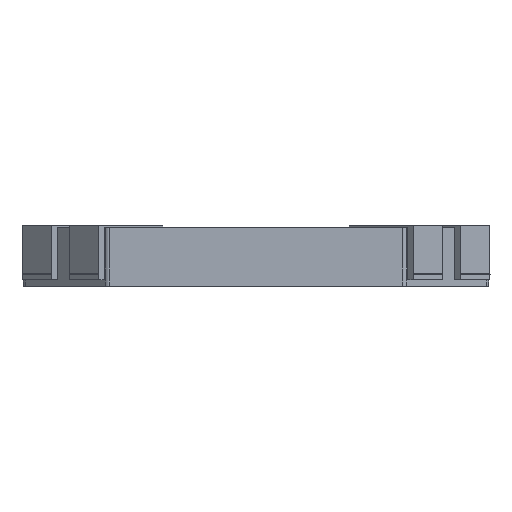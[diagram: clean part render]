
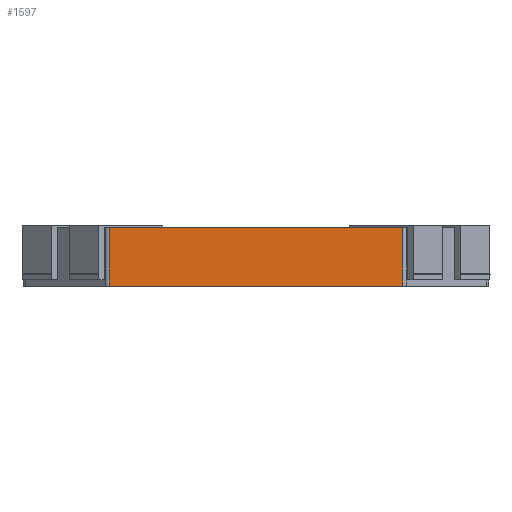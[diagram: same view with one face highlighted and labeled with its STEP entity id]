
A CAD part, front view. The second image highlights one B-rep face of the part: STEP entity #1597.
In plain terms, the highlighted planar face has unit normal (0, -1, 0).
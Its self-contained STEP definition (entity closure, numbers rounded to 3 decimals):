
#111 = CARTESIAN_POINT ( 'NONE',  ( -2.424, 3.95, -0.46 ) ) ;
#122 = ORIENTED_EDGE ( 'NONE', *, *, #246, .T. ) ;
#128 = PLANE ( 'NONE',  #2439 ) ;
#155 = CARTESIAN_POINT ( 'NONE',  ( 5.266, 3.95, -0.46 ) ) ;
#163 = VERTEX_POINT ( 'NONE', #2670 ) ;
#219 = VECTOR ( 'NONE', #274, 1000. ) ;
#246 = EDGE_CURVE ( 'NONE', #750, #163, #607, .T. ) ;
#274 = DIRECTION ( 'NONE',  ( -1., 0., 0. ) ) ;
#297 = LINE ( 'NONE', #1411, #1973 ) ;
#309 = LINE ( 'NONE', #872, #1424 ) ;
#415 = CARTESIAN_POINT ( 'NONE',  ( -2.424, 3.95, 19.551 ) ) ;
#429 = CARTESIAN_POINT ( 'NONE',  ( 5.266, 3.95, 19.551 ) ) ;
#511 = EDGE_CURVE ( 'NONE', #789, #2818, #738, .T. ) ;
#607 = B_SPLINE_CURVE_WITH_KNOTS ( 'NONE', 3,
 ( #2679, #1681, #155, #2641 ),
 .UNSPECIFIED., .F., .F.,
 ( 4, 4 ),
 ( 0., 1. ),
 .UNSPECIFIED. ) ;
#738 = LINE ( 'NONE', #1711, #219 ) ;
#750 = VERTEX_POINT ( 'NONE', #2351 ) ;
#789 = VERTEX_POINT ( 'NONE', #1370 ) ;
#808 = EDGE_CURVE ( 'NONE', #2229, #1623, #881, .T. ) ;
#859 = DIRECTION ( 'NONE',  ( 0., 0., -1. ) ) ;
#865 = VECTOR ( 'NONE', #1672, 1000. ) ;
#872 = CARTESIAN_POINT ( 'NONE',  ( -2.424, 3.95, 0.83 ) ) ;
#881 = B_SPLINE_CURVE_WITH_KNOTS ( 'NONE', 3,
 ( #1595, #111, #1355, #2611 ),
 .UNSPECIFIED., .F., .F.,
 ( 4, 4 ),
 ( 0., 1. ),
 .UNSPECIFIED. ) ;
#915 = CARTESIAN_POINT ( 'NONE',  ( -2.424, 3.95, -0.4 ) ) ;
#956 = ORIENTED_EDGE ( 'NONE', *, *, #1042, .T. ) ;
#1042 = EDGE_CURVE ( 'NONE', #2554, #2229, #1527, .T. ) ;
#1182 = ORIENTED_EDGE ( 'NONE', *, *, #808, .T. ) ;
#1355 = CARTESIAN_POINT ( 'NONE',  ( -2.424, 3.95, -0.52 ) ) ;
#1370 = CARTESIAN_POINT ( 'NONE',  ( 5.266, 3.95, -0.73 ) ) ;
#1383 = ORIENTED_EDGE ( 'NONE', *, *, #1573, .T. ) ;
#1411 = CARTESIAN_POINT ( 'NONE',  ( 5.266, 3.95, 19.551 ) ) ;
#1424 = VECTOR ( 'NONE', #2911, 1000. ) ;
#1527 = LINE ( 'NONE', #3208, #3143 ) ;
#1544 = VECTOR ( 'NONE', #2216, 1000. ) ;
#1573 = EDGE_CURVE ( 'NONE', #2832, #2554, #309, .T. ) ;
#1595 = CARTESIAN_POINT ( 'NONE',  ( -2.424, 3.95, -0.4 ) ) ;
#1597 = ADVANCED_FACE ( 'NONE', ( #1668 ), #128, .T. ) ;
#1620 = LINE ( 'NONE', #429, #1544 ) ;
#1623 = VERTEX_POINT ( 'NONE', #3175 ) ;
#1668 = FACE_OUTER_BOUND ( 'NONE', #2822, .T. ) ;
#1672 = DIRECTION ( 'NONE',  ( 0., 0., -1. ) ) ;
#1681 = CARTESIAN_POINT ( 'NONE',  ( 5.266, 3.95, -0.52 ) ) ;
#1711 = CARTESIAN_POINT ( 'NONE',  ( -2.424, 3.95, -0.73 ) ) ;
#1798 = EDGE_CURVE ( 'NONE', #1623, #2818, #2939, .T. ) ;
#1874 = EDGE_CURVE ( 'NONE', #750, #789, #1620, .T. ) ;
#1904 = CARTESIAN_POINT ( 'NONE',  ( 5.328, 3.95, -0.4 ) ) ;
#1973 = VECTOR ( 'NONE', #2177, 1000. ) ;
#2053 = ORIENTED_EDGE ( 'NONE', *, *, #2923, .F. ) ;
#2068 = ORIENTED_EDGE ( 'NONE', *, *, #511, .F. ) ;
#2177 = DIRECTION ( 'NONE',  ( 0., 0., -1. ) ) ;
#2216 = DIRECTION ( 'NONE',  ( 0., 0., -1. ) ) ;
#2229 = VERTEX_POINT ( 'NONE', #915 ) ;
#2351 = CARTESIAN_POINT ( 'NONE',  ( 5.266, 3.95, -0.58 ) ) ;
#2380 = ORIENTED_EDGE ( 'NONE', *, *, #1874, .F. ) ;
#2439 = AXIS2_PLACEMENT_3D ( 'NONE', #1904, #2896, #859 ) ;
#2554 = VERTEX_POINT ( 'NONE', #3276 ) ;
#2611 = CARTESIAN_POINT ( 'NONE',  ( -2.424, 3.95, -0.58 ) ) ;
#2641 = CARTESIAN_POINT ( 'NONE',  ( 5.266, 3.95, -0.4 ) ) ;
#2650 = CARTESIAN_POINT ( 'NONE',  ( 5.266, 3.95, 0.83 ) ) ;
#2670 = CARTESIAN_POINT ( 'NONE',  ( 5.266, 3.95, -0.4 ) ) ;
#2679 = CARTESIAN_POINT ( 'NONE',  ( 5.266, 3.95, -0.58 ) ) ;
#2708 = DIRECTION ( 'NONE',  ( 0., 0., -1. ) ) ;
#2818 = VERTEX_POINT ( 'NONE', #2910 ) ;
#2822 = EDGE_LOOP ( 'NONE', ( #122, #2053, #1383, #956, #1182, #3131, #2068, #2380 ) ) ;
#2832 = VERTEX_POINT ( 'NONE', #2650 ) ;
#2896 = DIRECTION ( 'NONE',  ( 0., -1., 0. ) ) ;
#2910 = CARTESIAN_POINT ( 'NONE',  ( -2.424, 3.95, -0.73 ) ) ;
#2911 = DIRECTION ( 'NONE',  ( -1., 0., 0. ) ) ;
#2923 = EDGE_CURVE ( 'NONE', #2832, #163, #297, .T. ) ;
#2939 = LINE ( 'NONE', #415, #865 ) ;
#3131 = ORIENTED_EDGE ( 'NONE', *, *, #1798, .T. ) ;
#3143 = VECTOR ( 'NONE', #2708, 1000. ) ;
#3175 = CARTESIAN_POINT ( 'NONE',  ( -2.424, 3.95, -0.58 ) ) ;
#3208 = CARTESIAN_POINT ( 'NONE',  ( -2.424, 3.95, 19.551 ) ) ;
#3276 = CARTESIAN_POINT ( 'NONE',  ( -2.424, 3.95, 0.83 ) ) ;
